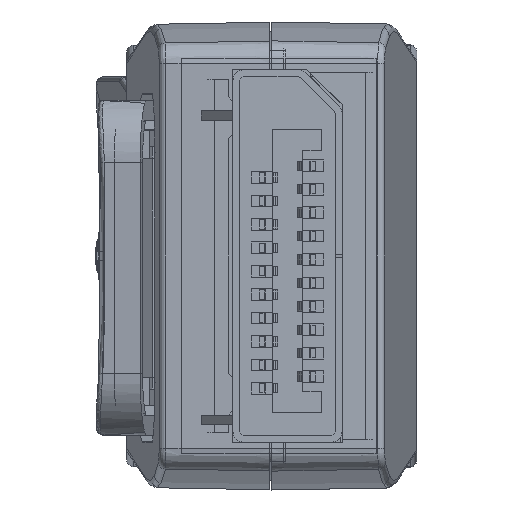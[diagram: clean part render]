
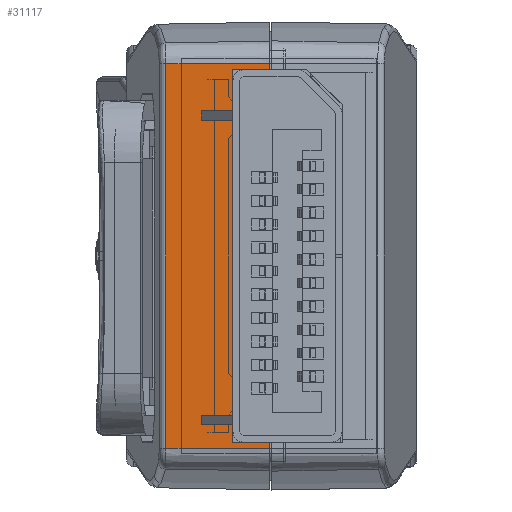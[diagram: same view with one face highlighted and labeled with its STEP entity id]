
A CAD part, left-side view. The second image highlights one B-rep face of the part: STEP entity #31117.
In plain terms, the highlighted face is planar.
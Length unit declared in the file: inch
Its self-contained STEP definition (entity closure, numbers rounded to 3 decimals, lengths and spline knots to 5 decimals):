
#294 = CARTESIAN_POINT ( 'NONE',  ( 1.48031, 0., 0.31299 ) ) ;
#571 = EDGE_CURVE ( '??31', #15743, #11503, #13851, .T. ) ;
#783 = DIRECTION ( 'NONE',  ( 0.017, -1., 0. ) ) ;
#862 = VERTEX_POINT ( 'NONE', #7964 ) ;
#1439 = LINE ( 'NONE', #61899, #15082 ) ;
#2459 = EDGE_CURVE ( 'NONE', #22530, #44320, #50598, .T. ) ;
#2835 = CARTESIAN_POINT ( 'NONE',  ( 1.47686, 0.19765, 0.32324 ) ) ;
#4291 = CARTESIAN_POINT ( 'NONE',  ( 1.4799, 0.02362, 0.31299 ) ) ;
#5246 = CARTESIAN_POINT ( 'NONE',  ( 1.4799, 0.02362, -0.32324 ) ) ;
#5960 = ORIENTED_EDGE ( 'NONE', *, *, #11185, .F. ) ;
#6217 = DIRECTION ( 'NONE',  ( 0.017, -1., 0. ) ) ;
#6677 = ORIENTED_EDGE ( 'NONE', *, *, #62466, .F. ) ;
#7964 = CARTESIAN_POINT ( 'NONE',  ( 1.4799, 0.02362, -0.31299 ) ) ;
#8956 = DIRECTION ( 'NONE',  ( -0.017, 1., 0. ) ) ;
#10816 = LINE ( 'NONE', #40251, #34977 ) ;
#11185 = EDGE_CURVE ( '??37', #34867, #22530, #35823, .T. ) ;
#11503 = VERTEX_POINT ( 'NONE', #5246 ) ;
#11613 = CARTESIAN_POINT ( 'NONE',  ( 1.48031, 0., -0.32324 ) ) ;
#12793 = ORIENTED_EDGE ( 'NONE', *, *, #2459, .F. ) ;
#13387 = CARTESIAN_POINT ( 'NONE',  ( 1.47686, 0.19765, 0.32324 ) ) ;
#13851 = LINE ( 'NONE', #39379, #15363 ) ;
#15082 = VECTOR ( 'NONE', #8956, 39.37008 ) ;
#15363 = VECTOR ( 'NONE', #783, 39.37008 ) ;
#15743 = VERTEX_POINT ( 'NONE', #26449 ) ;
#16039 = ORIENTED_EDGE ( 'NONE', *, *, #41396, .T. ) ;
#16597 = ORIENTED_EDGE ( 'NONE', *, *, #18686, .T. ) ;
#18686 = EDGE_CURVE ( 'NONE', #52040, #44320, #10816, .T. ) ;
#18947 = CARTESIAN_POINT ( 'NONE',  ( 1.4799, 0.02362, -0.32324 ) ) ;
#19621 = VECTOR ( 'NONE', #56853, 39.37008 ) ;
#20693 = DIRECTION ( 'NONE',  ( 0., 0., -1. ) ) ;
#22530 = VERTEX_POINT ( 'NONE', #4291 ) ;
#25556 = EDGE_LOOP ( 'NONE', ( #51299, #16039, #16597, #12793, #5960, #37906, #32725, #6677 ) ) ;
#25779 = DIRECTION ( 'NONE',  ( 1., 0.017, 0. ) ) ;
#26058 = VECTOR ( 'NONE', #6217, 39.37008 ) ;
#26449 = CARTESIAN_POINT ( 'NONE',  ( 1.47686, 0.19765, -0.32324 ) ) ;
#27928 = LINE ( 'NONE', #18947, #44419 ) ;
#29491 = DIRECTION ( 'NONE',  ( 0., 0., 1. ) ) ;
#29593 = VERTEX_POINT ( 'NONE', #60449 ) ;
#31117 = ADVANCED_FACE ( '?2', ( #57477 ), #54890, .T. ) ;
#32725 = ORIENTED_EDGE ( 'NONE', *, *, #52213, .F. ) ;
#34867 = VERTEX_POINT ( 'NONE', #54516 ) ;
#34977 = VECTOR ( 'NONE', #55236, 39.37008 ) ;
#35709 = VECTOR ( 'NONE', #20693, 39.37008 ) ;
#35823 = LINE ( 'NONE', #294, #26058 ) ;
#37906 = ORIENTED_EDGE ( 'NONE', *, *, #40064, .T. ) ;
#39379 = CARTESIAN_POINT ( 'NONE',  ( 1.48031, 0., -0.32324 ) ) ;
#40064 = EDGE_CURVE ( '??32', #34867, #29593, #48531, .T. ) ;
#40081 = CARTESIAN_POINT ( 'NONE',  ( 1.47883, 0.08504, -0.32324 ) ) ;
#40251 = CARTESIAN_POINT ( 'NONE',  ( 1.48031, 0., 0.32324 ) ) ;
#40789 = AXIS2_PLACEMENT_3D ( 'NONE', #11613, #25779, #45963 ) ;
#41396 = EDGE_CURVE ( 'NONE', #15743, #52040, #42242, .T. ) ;
#42242 = LINE ( 'NONE', #13387, #19621 ) ;
#44320 = VERTEX_POINT ( 'NONE', #62418 ) ;
#44419 = VECTOR ( 'NONE', #29491, 39.37008 ) ;
#45963 = DIRECTION ( 'NONE',  ( -0.017, 1., 0. ) ) ;
#46022 = VECTOR ( 'NONE', #54418, 39.37008 ) ;
#48531 = LINE ( 'NONE', #40081, #35709 ) ;
#50598 = LINE ( 'NONE', #54208, #46022 ) ;
#51299 = ORIENTED_EDGE ( 'NONE', *, *, #571, .F. ) ;
#52040 = VERTEX_POINT ( 'NONE', #2835 ) ;
#52213 = EDGE_CURVE ( 'NONE', #862, #29593, #1439, .T. ) ;
#54208 = CARTESIAN_POINT ( 'NONE',  ( 1.4799, 0.02362, -0.32324 ) ) ;
#54418 = DIRECTION ( 'NONE',  ( 0., 0., 1. ) ) ;
#54516 = CARTESIAN_POINT ( 'NONE',  ( 1.47883, 0.08504, 0.31299 ) ) ;
#54890 = PLANE ( 'NONE',  #40789 ) ;
#55236 = DIRECTION ( 'NONE',  ( 0.017, -1., 0. ) ) ;
#56853 = DIRECTION ( 'NONE',  ( 0., 0., 1. ) ) ;
#57477 = FACE_OUTER_BOUND ( 'NONE', #25556, .T. ) ;
#60449 = CARTESIAN_POINT ( 'NONE',  ( 1.47883, 0.08504, -0.31299 ) ) ;
#61899 = CARTESIAN_POINT ( 'NONE',  ( 1.48031, 0., -0.31299 ) ) ;
#62418 = CARTESIAN_POINT ( 'NONE',  ( 1.4799, 0.02362, 0.32324 ) ) ;
#62466 = EDGE_CURVE ( 'NONE', #11503, #862, #27928, .T. ) ;
